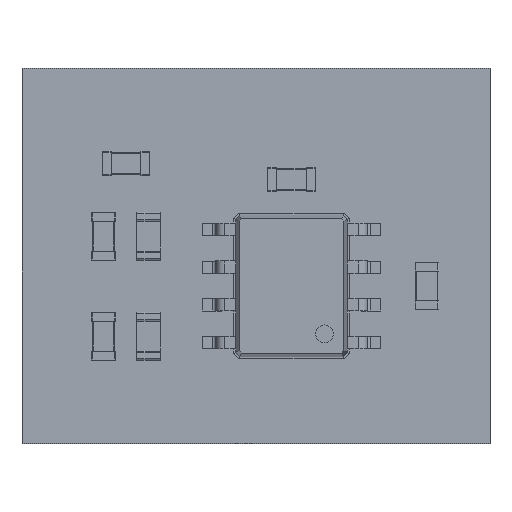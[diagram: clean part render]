
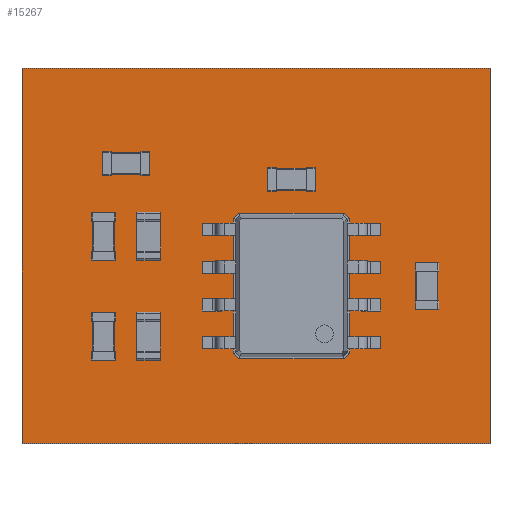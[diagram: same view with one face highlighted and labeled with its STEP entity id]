
A CAD part, top view. The second image highlights one B-rep face of the part: STEP entity #15267.
In plain terms, the highlighted planar face has unit normal (0, 0, 1).
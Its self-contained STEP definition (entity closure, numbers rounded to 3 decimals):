
#14953 = VERTEX_POINT('',#14954);
#14954 = CARTESIAN_POINT('',(156.5,-91.85,1.6));
#14961 = PLANE('',#14962);
#14962 = AXIS2_PLACEMENT_3D('',#14963,#14964,#14965);
#14963 = CARTESIAN_POINT('',(156.5,-91.85,0.));
#14964 = DIRECTION('',(0.,-1.,0.));
#14965 = DIRECTION('',(-1.,0.,0.));
#14973 = PLANE('',#14974);
#14974 = AXIS2_PLACEMENT_3D('',#14975,#14976,#14977);
#14975 = CARTESIAN_POINT('',(156.5,-79.25,0.));
#14976 = DIRECTION('',(1.,0.,-0.));
#14977 = DIRECTION('',(0.,-1.,0.));
#14985 = EDGE_CURVE('',#14953,#14986,#14988,.T.);
#14986 = VERTEX_POINT('',#14987);
#14987 = CARTESIAN_POINT('',(140.775,-91.85,1.6));
#14988 = SURFACE_CURVE('',#14989,(#14993,#15000),.PCURVE_S1.);
#14989 = LINE('',#14990,#14991);
#14990 = CARTESIAN_POINT('',(156.5,-91.85,1.6));
#14991 = VECTOR('',#14992,1.);
#14992 = DIRECTION('',(-1.,0.,0.));
#14993 = PCURVE('',#14961,#14994);
#14994 = DEFINITIONAL_REPRESENTATION('',(#14995),#14999);
#14995 = LINE('',#14996,#14997);
#14996 = CARTESIAN_POINT('',(0.,-1.6));
#14997 = VECTOR('',#14998,1.);
#14998 = DIRECTION('',(1.,0.));
#14999 = ( GEOMETRIC_REPRESENTATION_CONTEXT(2) 
PARAMETRIC_REPRESENTATION_CONTEXT() REPRESENTATION_CONTEXT('2D SPACE',''
  ) );
#15000 = PCURVE('',#15001,#15006);
#15001 = PLANE('',#15002);
#15002 = AXIS2_PLACEMENT_3D('',#15003,#15004,#15005);
#15003 = CARTESIAN_POINT('',(148.638,-85.55,1.6));
#15004 = DIRECTION('',(-0.,-0.,-1.));
#15005 = DIRECTION('',(-1.,0.,0.));
#15006 = DEFINITIONAL_REPRESENTATION('',(#15007),#15011);
#15007 = LINE('',#15008,#15009);
#15008 = CARTESIAN_POINT('',(-7.863,-6.3));
#15009 = VECTOR('',#15010,1.);
#15010 = DIRECTION('',(1.,0.));
#15011 = ( GEOMETRIC_REPRESENTATION_CONTEXT(2) 
PARAMETRIC_REPRESENTATION_CONTEXT() REPRESENTATION_CONTEXT('2D SPACE',''
  ) );
#15029 = PLANE('',#15030);
#15030 = AXIS2_PLACEMENT_3D('',#15031,#15032,#15033);
#15031 = CARTESIAN_POINT('',(140.775,-91.85,0.));
#15032 = DIRECTION('',(-1.,0.,0.));
#15033 = DIRECTION('',(0.,1.,0.));
#15071 = EDGE_CURVE('',#14986,#15072,#15074,.T.);
#15072 = VERTEX_POINT('',#15073);
#15073 = CARTESIAN_POINT('',(140.775,-79.25,1.6));
#15074 = SURFACE_CURVE('',#15075,(#15079,#15086),.PCURVE_S1.);
#15075 = LINE('',#15076,#15077);
#15076 = CARTESIAN_POINT('',(140.775,-91.85,1.6));
#15077 = VECTOR('',#15078,1.);
#15078 = DIRECTION('',(0.,1.,0.));
#15079 = PCURVE('',#15029,#15080);
#15080 = DEFINITIONAL_REPRESENTATION('',(#15081),#15085);
#15081 = LINE('',#15082,#15083);
#15082 = CARTESIAN_POINT('',(0.,-1.6));
#15083 = VECTOR('',#15084,1.);
#15084 = DIRECTION('',(1.,0.));
#15085 = ( GEOMETRIC_REPRESENTATION_CONTEXT(2) 
PARAMETRIC_REPRESENTATION_CONTEXT() REPRESENTATION_CONTEXT('2D SPACE',''
  ) );
#15086 = PCURVE('',#15001,#15087);
#15087 = DEFINITIONAL_REPRESENTATION('',(#15088),#15092);
#15088 = LINE('',#15089,#15090);
#15089 = CARTESIAN_POINT('',(7.863,-6.3));
#15090 = VECTOR('',#15091,1.);
#15091 = DIRECTION('',(0.,1.));
#15092 = ( GEOMETRIC_REPRESENTATION_CONTEXT(2) 
PARAMETRIC_REPRESENTATION_CONTEXT() REPRESENTATION_CONTEXT('2D SPACE',''
  ) );
#15110 = PLANE('',#15111);
#15111 = AXIS2_PLACEMENT_3D('',#15112,#15113,#15114);
#15112 = CARTESIAN_POINT('',(140.775,-79.25,0.));
#15113 = DIRECTION('',(0.,1.,0.));
#15114 = DIRECTION('',(1.,0.,0.));
#15147 = EDGE_CURVE('',#15072,#15148,#15150,.T.);
#15148 = VERTEX_POINT('',#15149);
#15149 = CARTESIAN_POINT('',(156.5,-79.25,1.6));
#15150 = SURFACE_CURVE('',#15151,(#15155,#15162),.PCURVE_S1.);
#15151 = LINE('',#15152,#15153);
#15152 = CARTESIAN_POINT('',(140.775,-79.25,1.6));
#15153 = VECTOR('',#15154,1.);
#15154 = DIRECTION('',(1.,0.,0.));
#15155 = PCURVE('',#15110,#15156);
#15156 = DEFINITIONAL_REPRESENTATION('',(#15157),#15161);
#15157 = LINE('',#15158,#15159);
#15158 = CARTESIAN_POINT('',(0.,-1.6));
#15159 = VECTOR('',#15160,1.);
#15160 = DIRECTION('',(1.,0.));
#15161 = ( GEOMETRIC_REPRESENTATION_CONTEXT(2) 
PARAMETRIC_REPRESENTATION_CONTEXT() REPRESENTATION_CONTEXT('2D SPACE',''
  ) );
#15162 = PCURVE('',#15001,#15163);
#15163 = DEFINITIONAL_REPRESENTATION('',(#15164),#15168);
#15164 = LINE('',#15165,#15166);
#15165 = CARTESIAN_POINT('',(7.863,6.3));
#15166 = VECTOR('',#15167,1.);
#15167 = DIRECTION('',(-1.,0.));
#15168 = ( GEOMETRIC_REPRESENTATION_CONTEXT(2) 
PARAMETRIC_REPRESENTATION_CONTEXT() REPRESENTATION_CONTEXT('2D SPACE',''
  ) );
#15218 = EDGE_CURVE('',#15148,#14953,#15219,.T.);
#15219 = SURFACE_CURVE('',#15220,(#15224,#15231),.PCURVE_S1.);
#15220 = LINE('',#15221,#15222);
#15221 = CARTESIAN_POINT('',(156.5,-79.25,1.6));
#15222 = VECTOR('',#15223,1.);
#15223 = DIRECTION('',(0.,-1.,0.));
#15224 = PCURVE('',#14973,#15225);
#15225 = DEFINITIONAL_REPRESENTATION('',(#15226),#15230);
#15226 = LINE('',#15227,#15228);
#15227 = CARTESIAN_POINT('',(0.,-1.6));
#15228 = VECTOR('',#15229,1.);
#15229 = DIRECTION('',(1.,0.));
#15230 = ( GEOMETRIC_REPRESENTATION_CONTEXT(2) 
PARAMETRIC_REPRESENTATION_CONTEXT() REPRESENTATION_CONTEXT('2D SPACE',''
  ) );
#15231 = PCURVE('',#15001,#15232);
#15232 = DEFINITIONAL_REPRESENTATION('',(#15233),#15237);
#15233 = LINE('',#15234,#15235);
#15234 = CARTESIAN_POINT('',(-7.863,6.3));
#15235 = VECTOR('',#15236,1.);
#15236 = DIRECTION('',(0.,-1.));
#15237 = ( GEOMETRIC_REPRESENTATION_CONTEXT(2) 
PARAMETRIC_REPRESENTATION_CONTEXT() REPRESENTATION_CONTEXT('2D SPACE',''
  ) );
#15267 = ADVANCED_FACE('',(#15268),#15001,.F.);
#15268 = FACE_BOUND('',#15269,.F.);
#15269 = EDGE_LOOP('',(#15270,#15271,#15272,#15273));
#15270 = ORIENTED_EDGE('',*,*,#14985,.T.);
#15271 = ORIENTED_EDGE('',*,*,#15071,.T.);
#15272 = ORIENTED_EDGE('',*,*,#15147,.T.);
#15273 = ORIENTED_EDGE('',*,*,#15218,.T.);
